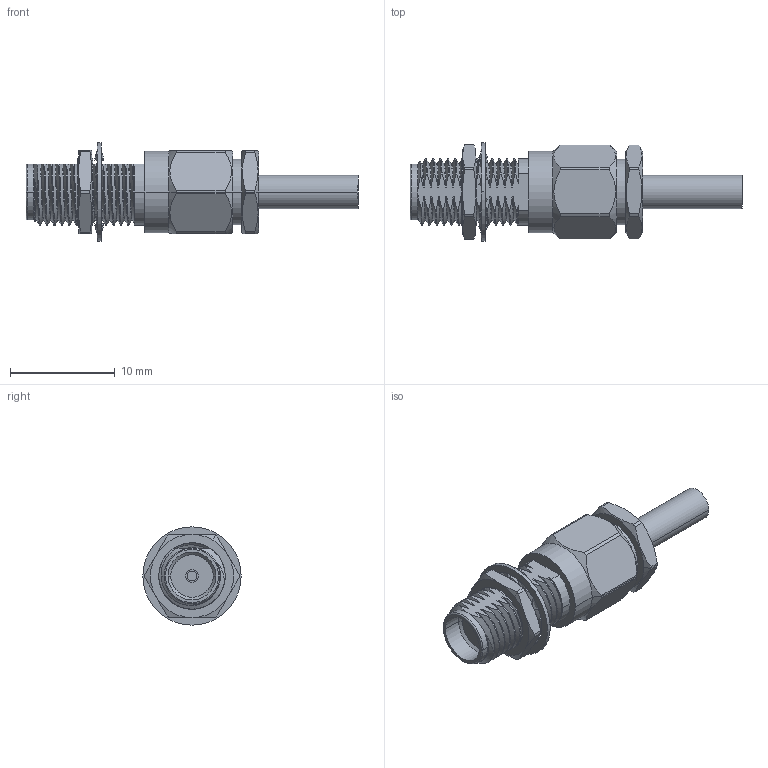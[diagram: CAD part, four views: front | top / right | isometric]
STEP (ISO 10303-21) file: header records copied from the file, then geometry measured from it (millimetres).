
FILE_DESCRIPTION (( 'STEP AP203' ), '1' );
FILE_NAME ('PE4422.step', '2018-05-07T16:37:03', ( '' ), ( '' ), 'SwSTEP 2.0', 'SolidWorks 2017', '' );
FILE_SCHEMA (( 'CONFIG_CONTROL_DESIGN' ));
Length unit declared in the file: inch
Products named in the file (1): PE4422
Bounding box: 31.75 x 9.4 x 9.4 mm (x, y, z)
Volume: 916.1 mm3; surface area: 1243.1 mm2
Topology: 4 solids, 4 shells, 277 faces, 790 edges, 529 vertices
Faces by surface type: cylinder 102, bspline 88, plane 48, cone 37, torus 2
Entity records: 26158 total; most frequent: CARTESIAN_POINT 19852, ORIENTED_EDGE 1580, DIRECTION 979, EDGE_CURVE 790, VERTEX_POINT 529, AXIS2_PLACEMENT_3D 370, EDGE_LOOP 291, ADVANCED_FACE 277
